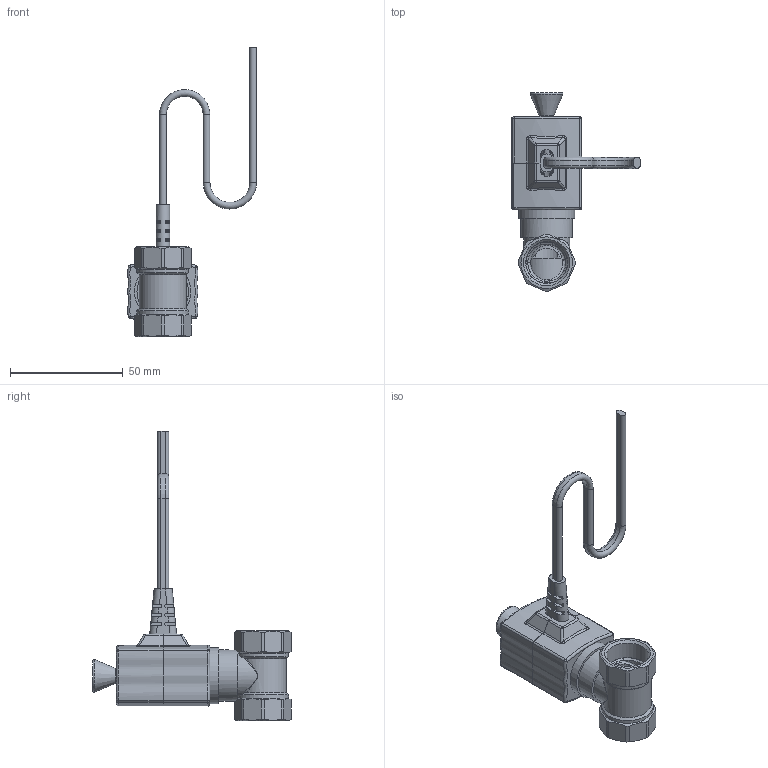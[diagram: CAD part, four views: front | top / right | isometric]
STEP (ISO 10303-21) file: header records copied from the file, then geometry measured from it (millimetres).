
FILE_DESCRIPTION(/* description */ (''),/* implementation_level */ '2;1');
FILE_NAME(/* name */ 'Сборка DN15_Изм1.stp',/* time_stamp */ '2025-08-25T08:30:59+04:00',/* author */ ('111'),/* organization */ (''),/* preprocessor_version */ 'ST-DEVELOPER v18.1',/* originating_system */ 'Autodesk Inventor 2021',/* authorisation */ '');
FILE_SCHEMA (('AUTOMOTIVE_DESIGN { 1 0 10303 214 3 1 1 }'));
Length unit declared in the file: millimetre
Products named in the file (18): Сборка DN15_Изм1; Кран DN15; 3D Узел_1; 3D Узел_2; 3D Узел_3; 3D Узел_4; 3D Узел_5; 3D Узел_6; 3D Узел_7; 3D Узел_8; 3D Узел_9; 3D Узел_10; Деталь30; переход; кнопка; жгут; ЕТРД.002.Крышка; ЕТРД.002.Основание
Assembly tree (17 placements, depth 3):
  Сборка DN15_Изм1
    Кран DN15
      3D Узел_1
      3D Узел_2
      3D Узел_3
      3D Узел_4
      3D Узел_5
      3D Узел_6
      3D Узел_7
      3D Узел_8
      3D Узел_9
      3D Узел_10
      Деталь30
    переход
    кнопка
    жгут
    ЕТРД.002.Крышка
    ЕТРД.002.Основание
Bounding box: 57.2 x 88.03 x 128.5 mm (x, y, z)
Volume: 27484.6 mm3; surface area: 25193.3 mm2
Topology: 6 solids, 6 shells, 412 faces, 1074 edges, 676 vertices
Faces by surface type: plane 179, cylinder 116, bspline 77, cone 18, sphere 12, torus 10
Full cylindrical faces by diameter (mm): 2.459 x1, 3.1 x1, 6.6 x1, 8 x1, 9.6 x1, 11.3 x1, 12 x1, 15 x3, 15.5 x1, 17 x1, 17.2 x1, 18 x1, 18.6 x2, 20 x1, 20.5 x1, 22.85 x1, 25 x1
Entity records: 23663 total; most frequent: CARTESIAN_POINT 13171, ORIENTED_EDGE 2126, DIRECTION 1936, EDGE_CURVE 1063, AXIS2_PLACEMENT_3D 697, VERTEX_POINT 677, LINE 542, VECTOR 542
